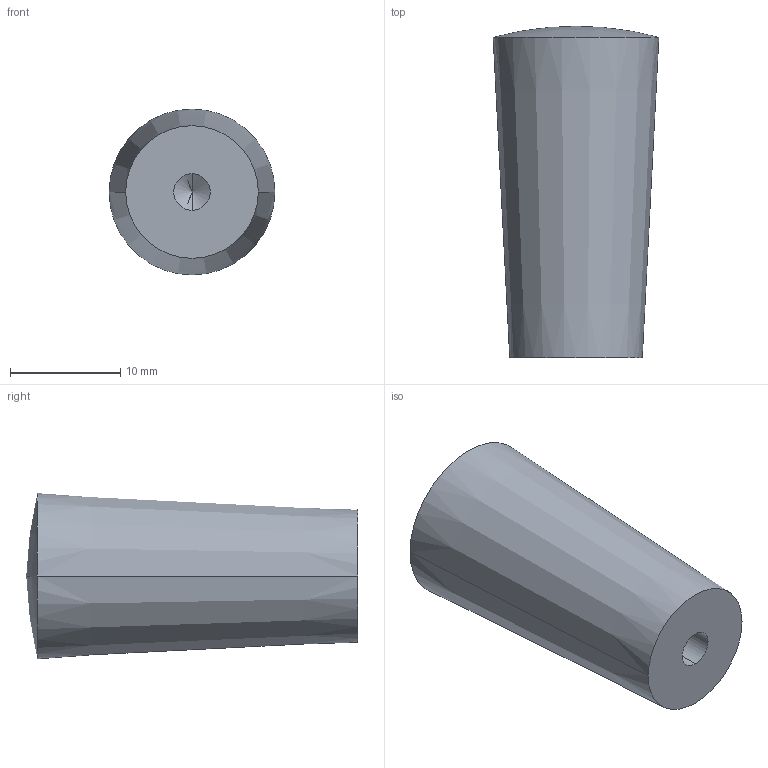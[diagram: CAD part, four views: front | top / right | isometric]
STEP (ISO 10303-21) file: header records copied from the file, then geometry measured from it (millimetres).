
FILE_DESCRIPTION (( 'STEP AP214' ), '1' );
FILE_NAME ('F004967,F004968,F004969_3D.step', '2022-08-15T13:40:38', ( '' ), ( '' ), 'SwSTEP 2.0', 'SolidWorks 2020', '' );
FILE_SCHEMA (( 'AUTOMOTIVE_DESIGN' ));
Length unit declared in the file: millimetre
Products named in the file (1): F004967,F004968,F004969_3D
Bounding box: 15 x 30 x 15 mm (x, y, z)
Volume: 4143 mm3; surface area: 1660.7 mm2
Topology: 1 solids, 1 shells, 9 faces, 18 edges, 10 vertices
Faces by surface type: cone 4, cylinder 2, sphere 2, plane 1
Entity records: 280 total; most frequent: DIRECTION 46, CARTESIAN_POINT 36, ORIENTED_EDGE 32, AXIS2_PLACEMENT_3D 20, EDGE_CURVE 16, CIRCLE 10, EDGE_LOOP 10, VERTEX_POINT 10
